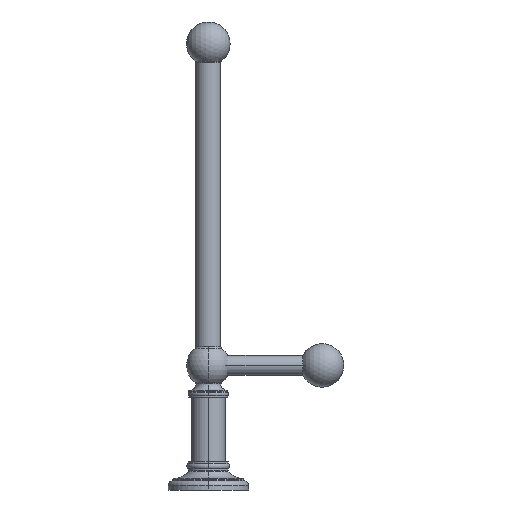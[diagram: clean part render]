
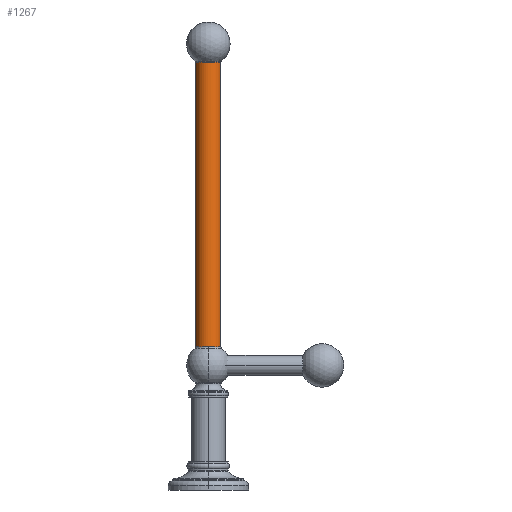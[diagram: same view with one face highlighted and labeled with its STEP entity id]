
A CAD part, left-side view. The second image highlights one B-rep face of the part: STEP entity #1267.
In plain terms, the highlighted cylindrical face has radius 8 mm (diameter 16 mm), a partial arc.
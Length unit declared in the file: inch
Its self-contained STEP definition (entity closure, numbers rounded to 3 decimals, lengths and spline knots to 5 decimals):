
#855=DIRECTION('',(0.,0.,-1.));
#856=VECTOR('',#855,7.07984);
#857=CARTESIAN_POINT('',(0.,0.31496,
10.64031));
#858=LINE('',#857,#856);
#859=CARTESIAN_POINT('',(0.,0.,10.64031));
#860=DIRECTION('',(0.,0.,-1.));
#861=DIRECTION('',(0.,-1.,0.));
#862=AXIS2_PLACEMENT_3D('',#859,#860,#861);
#864=DIRECTION('',(0.,0.,-1.));
#865=VECTOR('',#864,7.07984);
#866=CARTESIAN_POINT('',(0.,-0.31496,
10.64031));
#867=LINE('',#866,#865);
#868=CARTESIAN_POINT('',(0.,0.,3.56047));
#869=DIRECTION('',(0.,0.,1.));
#870=DIRECTION('',(-1.,0.,0.));
#871=AXIS2_PLACEMENT_3D('',#868,#869,#870);
#873=CARTESIAN_POINT('',(0.,0.,3.56047));
#874=DIRECTION('',(0.,0.,1.));
#875=DIRECTION('',(0.,1.,0.));
#876=AXIS2_PLACEMENT_3D('',#873,#874,#875);
#970=CARTESIAN_POINT('',(0.,-0.31496,10.64031));
#971=CARTESIAN_POINT('',(0.,0.31496,10.64031));
#972=VERTEX_POINT('',#970);
#973=VERTEX_POINT('',#971);
#976=CARTESIAN_POINT('',(0.,0.31496,
3.56047));
#977=VERTEX_POINT('',#976);
#978=CARTESIAN_POINT('',(0.,-0.31496,
3.56047));
#979=VERTEX_POINT('',#978);
#996=CARTESIAN_POINT('',(-0.31496,0.,3.56047));
#997=VERTEX_POINT('',#996);
#1252=CARTESIAN_POINT('',(0.,0.,11.10039));
#1253=DIRECTION('',(0.,0.,-1.));
#1254=DIRECTION('',(0.,1.,0.));
#1255=AXIS2_PLACEMENT_3D('',#1252,#1253,#1254);
#1256=CYLINDRICAL_SURFACE('',#1255,0.31496);
#1258=ORIENTED_EDGE('',*,*,#1257,.F.);
#1259=ORIENTED_EDGE('',*,*,#1247,.T.);
#1261=ORIENTED_EDGE('',*,*,#1260,.F.);
#1263=ORIENTED_EDGE('',*,*,#1262,.F.);
#1264=ORIENTED_EDGE('',*,*,#1243,.F.);
#1265=EDGE_LOOP('',(#1258,#1259,#1261,#1263,#1264));
#1266=FACE_OUTER_BOUND('',#1265,.F.);
#1267=ADVANCED_FACE('',(#1266),#1256,.T.);
#863=CIRCLE('',#862,0.31496);
#872=CIRCLE('',#871,0.31496);
#877=CIRCLE('',#876,0.31496);
#1243=EDGE_CURVE('',#973,#977,#858,.T.);
#1247=EDGE_CURVE('',#972,#979,#867,.T.);
#1257=EDGE_CURVE('',#972,#973,#863,.T.);
#1260=EDGE_CURVE('',#997,#979,#872,.T.);
#1262=EDGE_CURVE('',#977,#997,#877,.T.);
